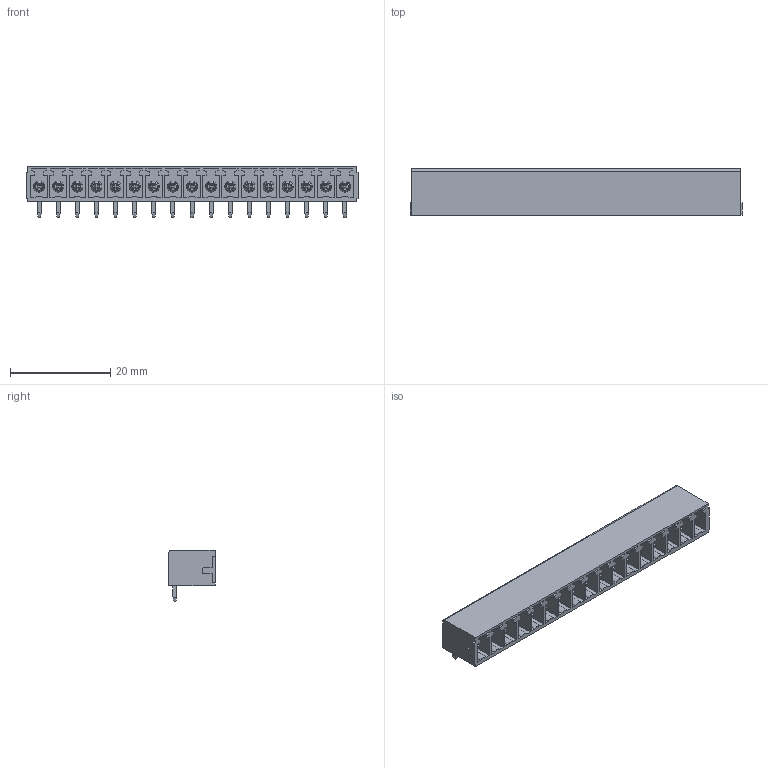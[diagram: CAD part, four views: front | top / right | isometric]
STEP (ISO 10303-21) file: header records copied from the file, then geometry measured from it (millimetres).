
FILE_DESCRIPTION(('CATIA V5 STEP Exchange','CAx-IF Rec.Pracs.--- Model Styling and Organization---1.2---2011-12-15'),'2;1');
FILE_NAME ('D1459782_0', '2018-09-29T03:41:28+00:00', ('none'), ('Weidmueller'), 'CATIA Version 5-6 Release 2014', 'CATIA V5 STEP AP214', 'none');
FILE_SCHEMA(('AUTOMOTIVE_DESIGN { 1 0 10303 214 1 1 1 1 }'));
Length unit declared in the file: millimetre
Products named in the file (1): 1942410000
Bounding box: 66.16 x 9.2 x 10.25 mm (x, y, z)
Volume: 1886.3 mm3; surface area: 6149.5 mm2
Topology: 18 solids, 18 shells, 1344 faces, 3855 edges, 2598 vertices
Faces by surface type: plane 961, cylinder 315, cone 34, torus 34
Entity records: 40566 total; most frequent: CARTESIAN_POINT 7935, ORIENTED_EDGE 7710, DIRECTION 5162, EDGE_CURVE 3855, VECTOR 3021, LINE 3021, VERTEX_POINT 2598, EDGE_LOOP 1429
